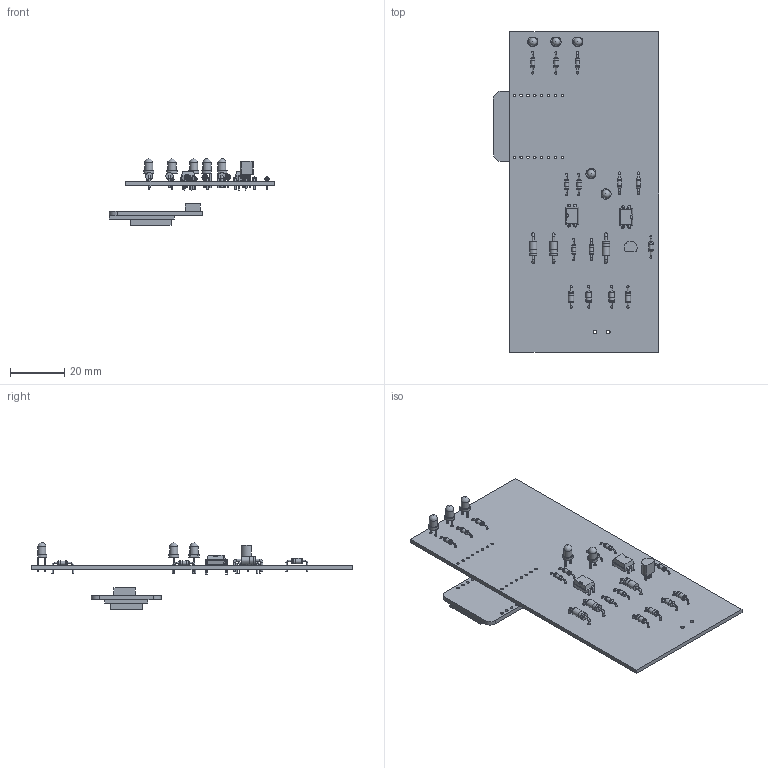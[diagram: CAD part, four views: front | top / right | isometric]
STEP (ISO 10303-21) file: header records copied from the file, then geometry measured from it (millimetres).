
FILE_DESCRIPTION(('KiCad electronic assembly'),'2;1');
FILE_NAME('OpenThermShield.step','2025-11-26T20:11:26',('Pcbnew'),( 'Kicad'),'Open CASCADE STEP processor 7.6','KiCad to STEP converter' ,'Unknown');
FILE_SCHEMA(('AUTOMOTIVE_DESIGN { 1 0 10303 214 1 1 1 1 }'));
Length unit declared in the file: millimetre
Products named in the file (9): OpenThermShield 1; LED_D3.0mm; D_DO-35_SOD27_P7.62mm_Horizontal; R_Axial_DIN0204_L3.6mm_D1.6mm_P7.62mm_Horizontal; DIP-4_W7.62mm; D_DO-41_SOD81_P10.16mm_Horizontal; TO-92_Inline; WEMOS_D1_mini_light; OpenThermShield_PCB
Assembly tree (27 placements, depth 2):
  OpenThermShield 1
    LED_D3.0mm  x5
    D_DO-35_SOD27_P7.62mm_Horizontal  x4
    R_Axial_DIN0204_L3.6mm_D1.6mm_P7.62mm_Horizontal  x10
    DIP-4_W7.62mm  x2
    D_DO-41_SOD81_P10.16mm_Horizontal  x3
    TO-92_Inline
    WEMOS_D1_mini_light
    OpenThermShield_PCB
Bounding box: 61.12 x 118.5 x 24.58 mm (x, y, z)
Volume: 12856.3 mm3; surface area: 17776.6 mm2
Topology: 31 solids, 31 shells, 666 faces, 1443 edges, 908 vertices
Faces by surface type: plane 329, cylinder 238, torus 62, bspline 32, sphere 5
Full cylindrical faces by diameter (mm): 0.5 x52, 0.7 x20, 0.75 x3, 0.8 x28, 0.9 x26, 1 x16, 1.1 x6, 1.3 x2, 1.44 x10, 1.6 x20, 2 x8, 2.02 x4, 2.7 x6, 2.72 x3, 3 x5
Entity records: 9635 total; most frequent: CARTESIAN_POINT 1879, DIRECTION 1587, ORIENTED_EDGE 1454, EDGE_CURVE 727, AXIS2_PLACEMENT_3D 576, FACE_BOUND 486, EDGE_LOOP 486, VERTEX_POINT 469
